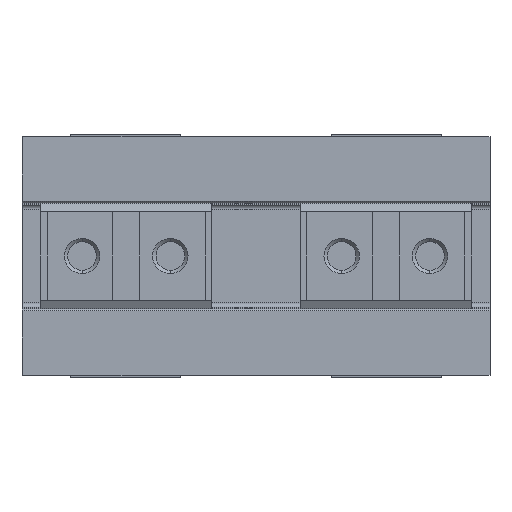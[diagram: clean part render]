
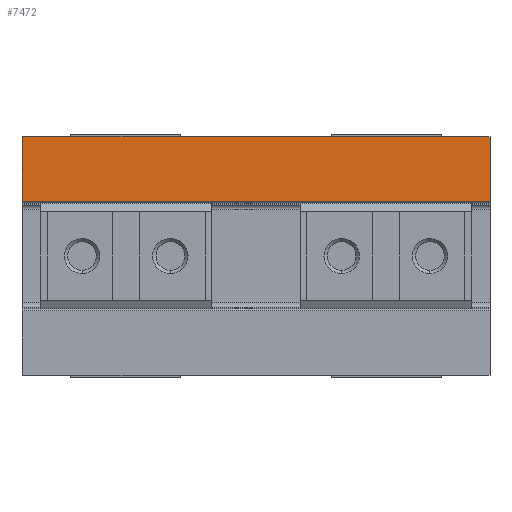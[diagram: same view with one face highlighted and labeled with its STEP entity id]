
A CAD part, left-side view. The second image highlights one B-rep face of the part: STEP entity #7472.
In plain terms, the highlighted planar face has unit normal (-1, 0, 0).
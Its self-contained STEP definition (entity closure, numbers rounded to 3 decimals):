
#28 = VECTOR ( 'NONE', #223, 1000. ) ;
#71 = EDGE_CURVE ( 'NONE', #959, #749, #5327, .T. ) ;
#218 = LINE ( 'NONE', #2336, #28 ) ;
#223 = DIRECTION ( 'NONE',  ( 0., 0., -1. ) ) ;
#635 = ORIENTED_EDGE ( 'NONE', *, *, #6842, .F. ) ;
#649 = CARTESIAN_POINT ( 'NONE',  ( -62.5, 26.5, 13.5 ) ) ;
#749 = VERTEX_POINT ( 'NONE', #7171 ) ;
#959 = VERTEX_POINT ( 'NONE', #6771 ) ;
#1149 = CARTESIAN_POINT ( 'NONE',  ( -62.5, -26.5, 6.212 ) ) ;
#1208 = CARTESIAN_POINT ( 'NONE',  ( -62.5, 26.5, 6.212 ) ) ;
#1282 = DIRECTION ( 'NONE',  ( 0., -1., 0. ) ) ;
#1767 = EDGE_LOOP ( 'NONE', ( #6433, #6626, #635, #4267 ) ) ;
#1931 = FACE_OUTER_BOUND ( 'NONE', #1767, .T. ) ;
#2336 = CARTESIAN_POINT ( 'NONE',  ( -62.5, -26.5, 13.5 ) ) ;
#2380 = VERTEX_POINT ( 'NONE', #2664 ) ;
#2664 = CARTESIAN_POINT ( 'NONE',  ( -62.5, -26.5, 13.5 ) ) ;
#2880 = EDGE_CURVE ( 'NONE', #2380, #3195, #218, .T. ) ;
#2899 = LINE ( 'NONE', #649, #4117 ) ;
#3006 = CARTESIAN_POINT ( 'NONE',  ( -62.5, 0., 0. ) ) ;
#3195 = VERTEX_POINT ( 'NONE', #1149 ) ;
#3354 = CARTESIAN_POINT ( 'NONE',  ( -62.5, 26.5, -13.5 ) ) ;
#3397 = LINE ( 'NONE', #1208, #7861 ) ;
#3632 = DIRECTION ( 'NONE',  ( 1., 0., 0. ) ) ;
#3702 = VECTOR ( 'NONE', #5792, 1000. ) ;
#4117 = VECTOR ( 'NONE', #1282, 1000. ) ;
#4267 = ORIENTED_EDGE ( 'NONE', *, *, #71, .F. ) ;
#4333 = DIRECTION ( 'NONE',  ( 0., 0., -1. ) ) ;
#4828 = PLANE ( 'NONE',  #7114 ) ;
#5327 = LINE ( 'NONE', #3354, #3702 ) ;
#5612 = EDGE_CURVE ( 'NONE', #959, #3195, #3397, .T. ) ;
#5792 = DIRECTION ( 'NONE',  ( 0., 0., 1. ) ) ;
#6051 = DIRECTION ( 'NONE',  ( 0., -1., 0. ) ) ;
#6433 = ORIENTED_EDGE ( 'NONE', *, *, #5612, .T. ) ;
#6626 = ORIENTED_EDGE ( 'NONE', *, *, #2880, .F. ) ;
#6771 = CARTESIAN_POINT ( 'NONE',  ( -62.5, 26.5, 6.212 ) ) ;
#6842 = EDGE_CURVE ( 'NONE', #749, #2380, #2899, .T. ) ;
#7114 = AXIS2_PLACEMENT_3D ( 'NONE', #3006, #3632, #4333 ) ;
#7171 = CARTESIAN_POINT ( 'NONE',  ( -62.5, 26.5, 13.5 ) ) ;
#7472 = ADVANCED_FACE ( 'NONE', ( #1931 ), #4828, .F. ) ;
#7861 = VECTOR ( 'NONE', #6051, 1000. ) ;
